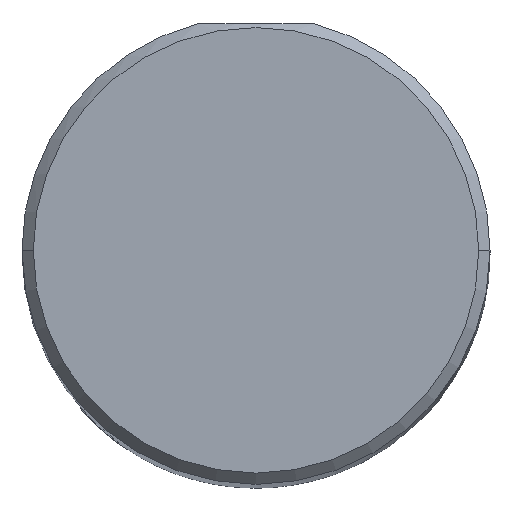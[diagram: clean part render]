
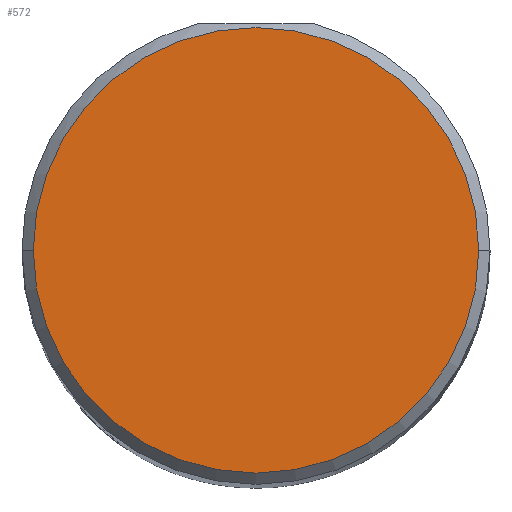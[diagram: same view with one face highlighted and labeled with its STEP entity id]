
A CAD part, top view. The second image highlights one B-rep face of the part: STEP entity #572.
In plain terms, the highlighted planar face has unit normal (0, 0, 1).
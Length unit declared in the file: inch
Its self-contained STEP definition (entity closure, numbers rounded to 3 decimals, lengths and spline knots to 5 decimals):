
#24 = VERTEX_POINT ( 'NONE', #152 ) ;
#67 = DIRECTION ( 'NONE',  ( 0., 0., 1. ) ) ;
#95 = CIRCLE ( 'NONE', #226, 0.2975 ) ;
#105 = CARTESIAN_POINT ( 'NONE',  ( 0., 0., 3.5 ) ) ;
#124 = EDGE_CURVE ( 'NONE', #24, #125, #95, .T. ) ;
#125 = VERTEX_POINT ( 'NONE', #575 ) ;
#148 = ORIENTED_EDGE ( 'NONE', *, *, #124, .T. ) ;
#151 = CARTESIAN_POINT ( 'NONE',  ( 0., 0., 3.5 ) ) ;
#152 = CARTESIAN_POINT ( 'NONE',  ( -0.2975, 0., 3.5 ) ) ;
#167 = DIRECTION ( 'NONE',  ( 1., 0., 0. ) ) ;
#192 = AXIS2_PLACEMENT_3D ( 'NONE', #105, #449, #484 ) ;
#223 = PLANE ( 'NONE',  #192 ) ;
#226 = AXIS2_PLACEMENT_3D ( 'NONE', #343, #67, #167 ) ;
#227 = AXIS2_PLACEMENT_3D ( 'NONE', #151, #432, #258 ) ;
#258 = DIRECTION ( 'NONE',  ( 1., 0., 0. ) ) ;
#304 = EDGE_LOOP ( 'NONE', ( #148, #682 ) ) ;
#343 = CARTESIAN_POINT ( 'NONE',  ( 0., 0., 3.5 ) ) ;
#418 = EDGE_CURVE ( 'NONE', #125, #24, #623, .T. ) ;
#432 = DIRECTION ( 'NONE',  ( 0., 0., 1. ) ) ;
#449 = DIRECTION ( 'NONE',  ( 0., 0., 1. ) ) ;
#484 = DIRECTION ( 'NONE',  ( 1., 0., 0. ) ) ;
#572 = ADVANCED_FACE ( 'NONE', ( #620 ), #223, .T. ) ;
#575 = CARTESIAN_POINT ( 'NONE',  ( 0.2975, 0., 3.5 ) ) ;
#620 = FACE_OUTER_BOUND ( 'NONE', #304, .T. ) ;
#623 = CIRCLE ( 'NONE', #227, 0.2975 ) ;
#682 = ORIENTED_EDGE ( 'NONE', *, *, #418, .T. ) ;
